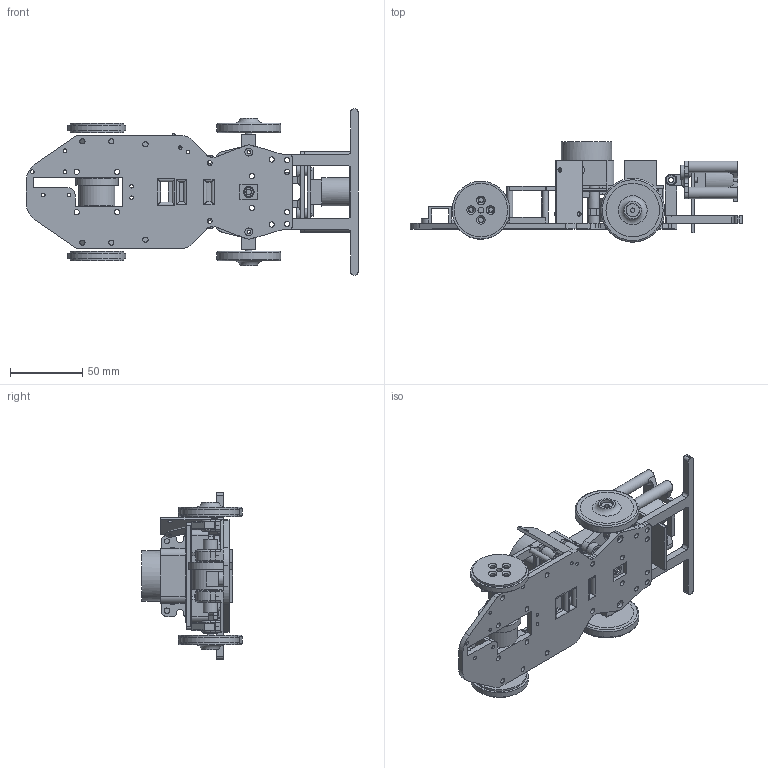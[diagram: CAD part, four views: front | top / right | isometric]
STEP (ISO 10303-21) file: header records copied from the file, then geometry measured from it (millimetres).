
FILE_DESCRIPTION(/* description */ (''),/* implementation_level */ '2;1');
FILE_NAME(/* name */ 'WRO v2 v25 v2.step',/* time_stamp */ '2023-06-25T12:06:48+03:00',/* author */ (''),/* organization */ (''),/* preprocessor_version */ 'ST-DEVELOPER v19.2',/* originating_system */ 'Autodesk Translation Framework v12.6.0.85',/* authorisation */ '');
FILE_SCHEMA (('AUTOMOTIVE_DESIGN { 1 0 10303 214 3 1 1 }'));
Length unit declared in the file: millimetre
Products named in the file (29): WRO v2 v25; Servo; Forward_wheel; Right ; Left ; Forward wheel baring; Right; Left; Rear_wheel; Servo_rocker; Steering_fist_right; Steering_fist_left; Steering_rod_right; Steering_rod_left; Steering_fist_mount; Lidar; Lidar_holder; Rear_shaft_mount; Open MV; Differential; Motor_holder; Forward_protection_lower; Forward_protection_top; Camera_mount_lower; Camera_mount_top; Base_detail; DC-DC_step_up; Step_up_holder; PCB V2
Assembly tree (28 placements, depth 3):
  WRO v2 v25
    Servo
    Forward_wheel
      Right 
      Left 
    Forward wheel baring
      Right
      Left
    Rear_wheel
    Servo_rocker
    Steering_fist_right
    Steering_fist_left
    Steering_rod_right
    Steering_rod_left
    Steering_fist_mount
    Lidar
    Lidar_holder
    Rear_shaft_mount
    Open MV
    Differential
    Motor_holder
    Forward_protection_lower
    Forward_protection_top
    Camera_mount_lower
    Camera_mount_top
    Base_detail
    DC-DC_step_up
    Step_up_holder
    PCB V2
Bounding box: 229.53 x 69.3 x 115 mm (x, y, z)
Volume: 219868.7 mm3; surface area: 128251.5 mm2
Topology: 35 solids, 36 shells, 1428 faces, 3609 edges, 2319 vertices
Faces by surface type: plane 784, cylinder 579, torus 55, cone 10
Full cylindrical faces by diameter (mm): 1.8 x4, 2 x5, 2.4 x6, 2.5 x8, 2.6 x7, 3 x8, 3.2 x2, 3.4 x1, 3.6 x64, 3.7 x2, 3.8 x7, 4 x8, 4.881 x2, 5 x6, 5.2 x2, 5.3 x5, 5.5 x4, 6 x1, 6.2 x2, 6.6 x1, 7 x4, 7.4 x2, 8 x7, 9 x4, 9.2 x2, 10 x3, 13 x2, 15 x1, 15.3 x2, 19.6 x2
Entity records: 44701 total; most frequent: CARTESIAN_POINT 7924, DIRECTION 7681, ORIENTED_EDGE 7218, EDGE_CURVE 3609, AXIS2_PLACEMENT_3D 2650, LINE 2381, VECTOR 2381, VERTEX_POINT 2319
